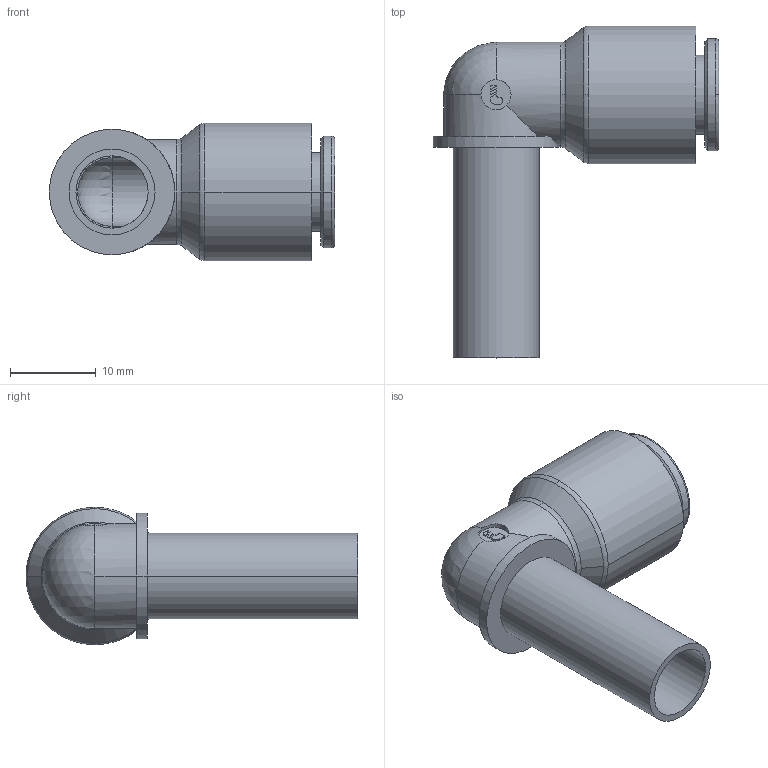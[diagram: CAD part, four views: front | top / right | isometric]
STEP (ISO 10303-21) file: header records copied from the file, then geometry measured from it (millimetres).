
FILE_DESCRIPTION(('STEP AP214'),'1');
FILE_NAME('3182_08_10.stp','2016-07-07T14:53:55',('TraceParts'),('TraceParts S.A.'),'Spatial InterOp 3D',' ',' ');
FILE_SCHEMA(('automotive_design'));
Length unit declared in the file: millimetre
Products named in the file (1): 1
Bounding box: 33.2 x 38.6 x 16 mm (x, y, z)
Volume: 3821.8 mm3; surface area: 4024.9 mm2
Topology: 1 solids, 1 shells, 62 faces, 160 edges, 103 vertices
Faces by surface type: cylinder 26, plane 24, torus 6, cone 4, sphere 2
Entity records: 2180 total; most frequent: CARTESIAN_POINT 601, DIRECTION 353, ORIENTED_EDGE 314, EDGE_CURVE 157, AXIS2_PLACEMENT_3D 141, VERTEX_POINT 103, CIRCLE 76, LINE 71
